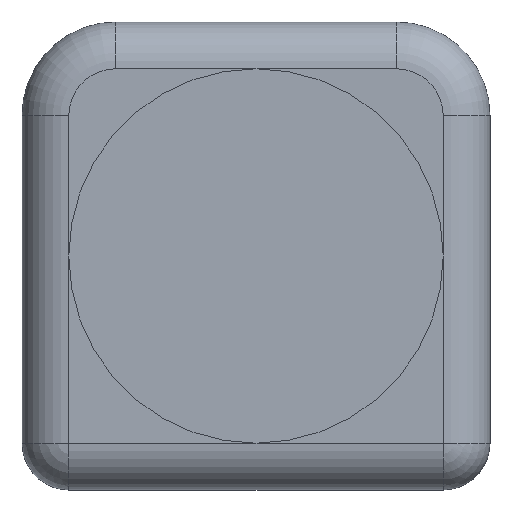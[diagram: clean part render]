
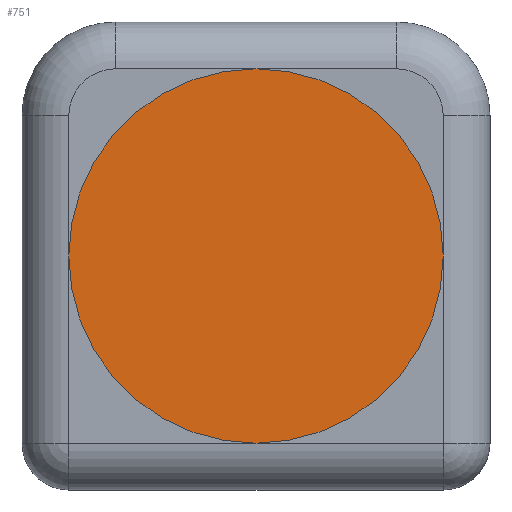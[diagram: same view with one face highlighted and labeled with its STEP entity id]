
A CAD part, front view. The second image highlights one B-rep face of the part: STEP entity #751.
In plain terms, the highlighted planar face has unit normal (0, -1, 0).
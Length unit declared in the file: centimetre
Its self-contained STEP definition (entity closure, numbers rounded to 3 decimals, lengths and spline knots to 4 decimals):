
#42 = PLANE ( 'NONE',  #102 ) ;
#52 = DIRECTION ( 'NONE',  ( 0., 0., -1. ) ) ;
#102 = AXIS2_PLACEMENT_3D ( 'NONE', #442, #522, #52 ) ;
#139 = VERTEX_POINT ( 'NONE', #742 ) ;
#191 = CIRCLE ( 'NONE', #868, 2. ) ;
#204 = EDGE_CURVE ( 'NONE', #666, #139, #191, .T. ) ;
#266 = CARTESIAN_POINT ( 'NONE',  ( 0., 0.2, -2. ) ) ;
#334 = DIRECTION ( 'NONE',  ( 0., 0., -1. ) ) ;
#341 = EDGE_LOOP ( 'NONE', ( #518, #355 ) ) ;
#355 = ORIENTED_EDGE ( 'NONE', *, *, #958, .T. ) ;
#420 = DIRECTION ( 'NONE',  ( 0., -1., 0. ) ) ;
#442 = CARTESIAN_POINT ( 'NONE',  ( 0., 0.2, 0. ) ) ;
#452 = CIRCLE ( 'NONE', #977, 2. ) ;
#518 = ORIENTED_EDGE ( 'NONE', *, *, #204, .T. ) ;
#522 = DIRECTION ( 'NONE',  ( 0., -1., 0. ) ) ;
#597 = CARTESIAN_POINT ( 'NONE',  ( 0., 0.2, 0. ) ) ;
#644 = DIRECTION ( 'NONE',  ( 0., -1., 0. ) ) ;
#666 = VERTEX_POINT ( 'NONE', #266 ) ;
#742 = CARTESIAN_POINT ( 'NONE',  ( 0., 0.2, 2. ) ) ;
#751 = ADVANCED_FACE ( 'NONE', ( #1057 ), #42, .T. ) ;
#808 = DIRECTION ( 'NONE',  ( 0., 0., -1. ) ) ;
#868 = AXIS2_PLACEMENT_3D ( 'NONE', #597, #420, #334 ) ;
#958 = EDGE_CURVE ( 'NONE', #139, #666, #452, .T. ) ;
#959 = CARTESIAN_POINT ( 'NONE',  ( 0., 0.2, 0. ) ) ;
#977 = AXIS2_PLACEMENT_3D ( 'NONE', #959, #644, #808 ) ;
#1057 = FACE_OUTER_BOUND ( 'NONE', #341, .T. ) ;
